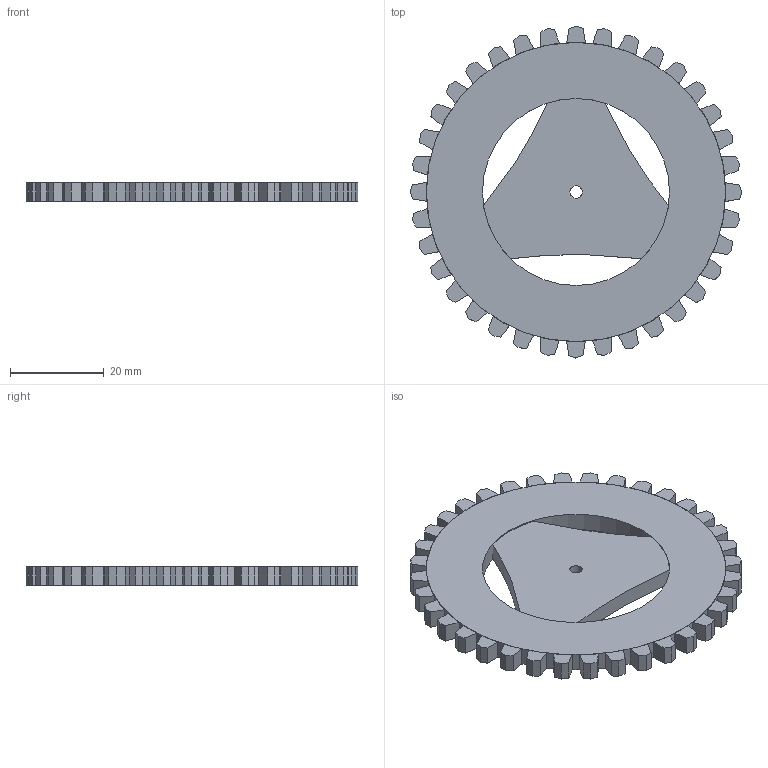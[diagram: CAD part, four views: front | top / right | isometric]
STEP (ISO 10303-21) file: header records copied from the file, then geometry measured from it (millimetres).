
FILE_DESCRIPTION(('HOOPS Exchange Step'),'2;1');
FILE_NAME('temp_export','2023-08-11T09:10:55-05:00',('mobile'),('Shapr3D Limited'),'HOOPS Exchange 2023.1','Shapr3D','Authorized');
FILE_SCHEMA( ('AUTOMOTIVE_DESIGN { 1 0 10303 214 1 1 1 1 }') );
Length unit declared in the file: millimetre
Products named in the file (3): Folder 01; Bottom Gear; root
Assembly tree (2 placements, depth 3):
  root
    Bottom Gear
      Folder 01
Bounding box: 71 x 71 x 4 mm (x, y, z)
Volume: 12737.4 mm3; surface area: 10273.2 mm2
Topology: 38 solids, 38 shells, 265 faces, 571 edges, 382 vertices
Faces by surface type: plane 220, cylinder 42, extrusion 3
Full cylindrical faces by diameter (mm): 2.625 x1, 40 x1, 64 x1
Entity records: 7175 total; most frequent: CARTESIAN_POINT 1257, DIRECTION 1186, ORIENTED_EDGE 1142, EDGE_CURVE 571, VECTOR 480, LINE 477, VERTEX_POINT 382, AXIS2_PLACEMENT_3D 353
